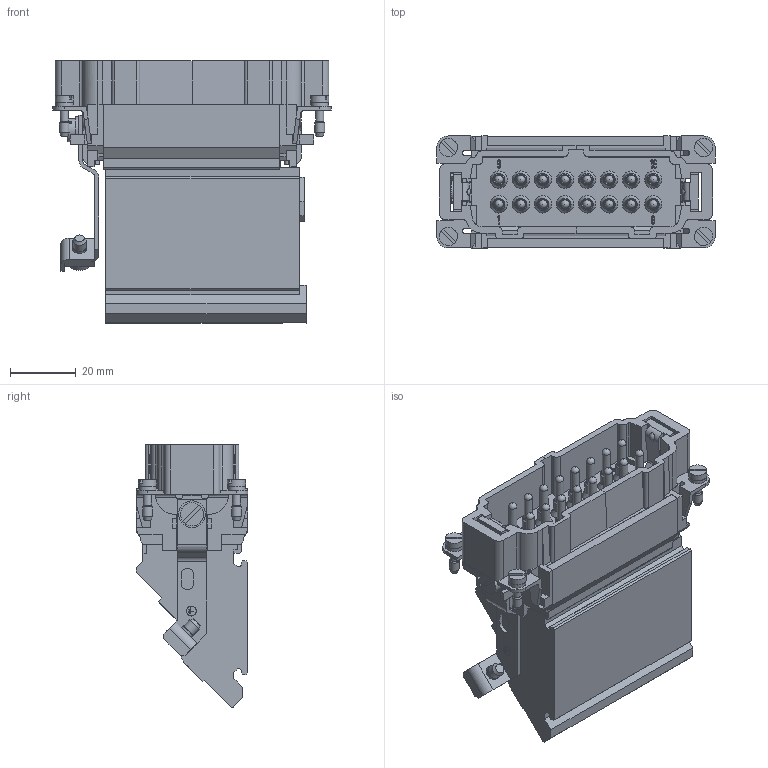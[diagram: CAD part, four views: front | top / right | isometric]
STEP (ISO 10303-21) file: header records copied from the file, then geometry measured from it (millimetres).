
FILE_DESCRIPTION(/* description */ (''),/* implementation_level */ '2;1');
FILE_NAME(/* name */ '100095264ugm000_c.stp',/* time_stamp */ '2019-09-23T10:37:06+02:00',/* author */ (''),/* organization */ (''),/* preprocessor_version */ 'ST-DEVELOPER v16.7',/* originating_system */ 'SIEMENS PLM Software NX 12.0',/* authorisation */ '');
FILE_SCHEMA (('AUTOMOTIVE_DESIGN { 1 0 10303 214 3 1 1 1 }'));
Length unit declared in the file: millimetre
Products named in the file (1): 100095264ugm000_c
Bounding box: 84.5 x 34 x 79.84 mm (x, y, z)
Volume: 102053.6 mm3; surface area: 30916 mm2
Topology: 1 solids, 1 shells, 1211 faces, 3384 edges, 2266 vertices
Faces by surface type: plane 881, cylinder 221, cone 73, sphere 20, extrusion 16
Full cylindrical faces by diameter (mm): 0.402 x1, 0.591 x1, 2.3 x2, 2.45 x2, 2.5 x20, 2.925 x1, 3 x5, 3.242 x1, 3.6 x16, 3.7 x16, 4 x1, 4.35 x1, 5.3 x4, 5.5 x4, 7 x2, 8.17 x1
Entity records: 45488 total; most frequent: CARTESIAN_POINT 10983, ORIENTED_EDGE 6158, DIRECTION 5912, EDGE_CURVE 3079, VECTOR 2348, LINE 2332, VERTEX_POINT 2111, AXIS2_PLACEMENT_3D 1782
